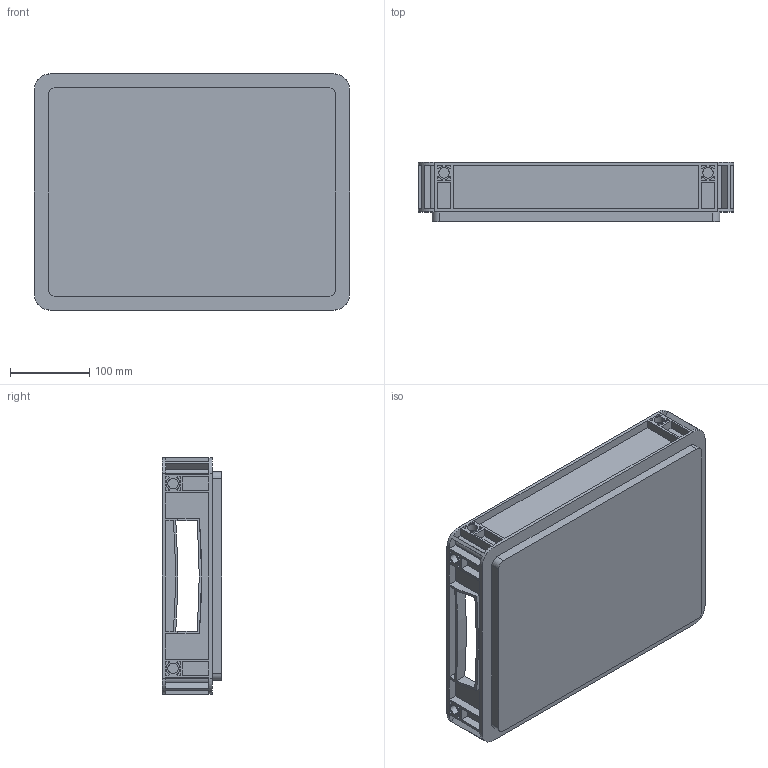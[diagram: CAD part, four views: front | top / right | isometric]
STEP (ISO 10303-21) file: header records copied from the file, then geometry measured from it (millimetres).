
FILE_DESCRIPTION (( 'STEP AP214' ), '1' );
FILE_NAME ('40 x 30 x 7,5 - EG 43-75 (Front side opened) [similar].STEP', '2022-04-17T16:02:25', ( '' ), ( '' ), 'SwSTEP 2.0', 'SolidWorks 2021', '' );
FILE_SCHEMA (( 'AUTOMOTIVE_DESIGN' ));
Length unit declared in the file: millimetre
Products named in the file (1): 40 x 30 x 7,5 - EG 43-75 (Front side opened) [similar]
Bounding box: 399 x 75 x 299 mm (x, y, z)
Volume: 935657.8 mm3; surface area: 482159.7 mm2
Topology: 1 solids, 1 shells, 421 faces, 1092 edges, 728 vertices
Faces by surface type: plane 277, cylinder 144
Entity records: 12928 total; most frequent: CARTESIAN_POINT 2254, DIRECTION 2232, ORIENTED_EDGE 2184, EDGE_CURVE 1092, LINE 788, VECTOR 788, VERTEX_POINT 728, AXIS2_PLACEMENT_3D 722
